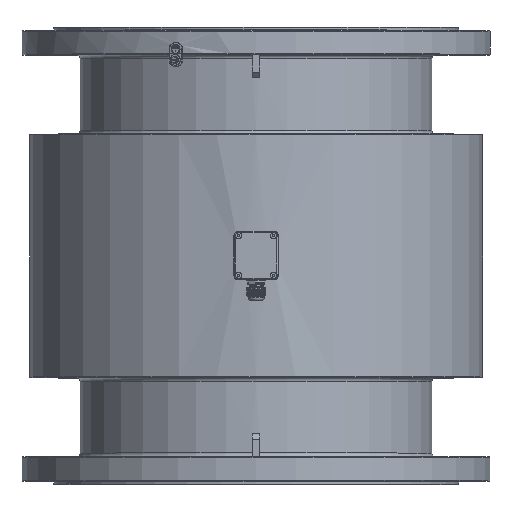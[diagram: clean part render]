
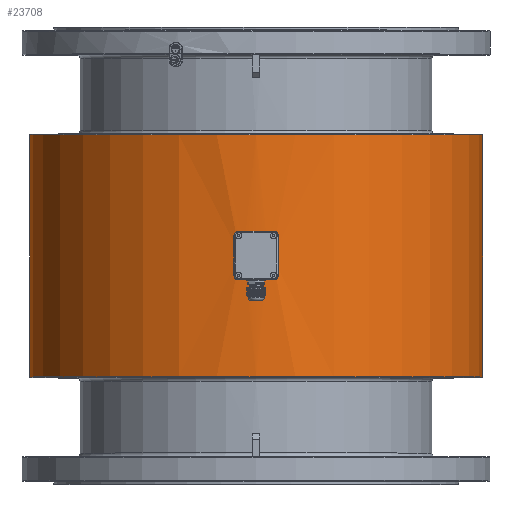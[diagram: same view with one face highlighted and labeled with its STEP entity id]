
A CAD part, top view. The second image highlights one B-rep face of the part: STEP entity #23708.
In plain terms, the highlighted cylindrical face has radius 297.5 mm (diameter 595 mm), a full revolution.
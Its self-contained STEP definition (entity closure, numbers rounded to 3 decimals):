
#755=FACE_BOUND('',#3235,.T.);
#1640=FACE_OUTER_BOUND('',#3234,.T.);
#3234=EDGE_LOOP('',(#16195,#16196,#16197,#16198));
#3235=EDGE_LOOP('',(#16199,#16200));
#4750=CIRCLE('',#25427,297.5);
#4753=CIRCLE('',#25431,297.5);
#6060=B_SPLINE_CURVE_WITH_KNOTS('',3,(#46359,#46360,#46361,#46362,#46363,
#46364,#46365,#46366,#46367,#46368,#46369,#46370,#46371,#46372,#46373,#46374,
#46375,#46376,#46377,#46378,#46379,#46380,#46381,#46382,#46383,#46384,#46385,
#46386,#46387,#46388,#46389,#46390,#46391,#46392,#46393),.UNSPECIFIED.,
 .F.,.F.,(4,2,2,2,2,2,2,2,3,2,2,2,2,2,2,2,4),(-3.165,-2.77,
-2.374,-1.978,-1.583,-1.187,
-0.791,-0.396,0.,0.396,0.791,
1.187,1.583,1.978,2.374,2.77,
3.165),.UNSPECIFIED.);
#6061=B_SPLINE_CURVE_WITH_KNOTS('',3,(#46394,#46395,#46396,#46397,#46398,
#46399,#46400,#46401,#46402,#46403,#46404,#46405,#46406,#46407,#46408,#46409,
#46410,#46411,#46412,#46413,#46414,#46415,#46416,#46417,#46418,#46419,#46420,
#46421,#46422,#46423,#46424,#46425,#46426,#46427),.UNSPECIFIED.,.F.,.F.,
(4,2,2,2,2,2,2,2,2,2,2,2,2,2,2,2,4),(3.165,3.561,
3.957,4.352,4.748,5.144,5.539,
5.935,6.331,6.726,7.122,7.518,
7.913,8.309,8.705,9.1,9.496),
 .UNSPECIFIED.);
#6629=LINE('',#46356,#8084);
#8084=VECTOR('',#28922,297.5);
#9779=VERTEX_POINT('',#46348);
#9781=VERTEX_POINT('',#46354);
#9782=VERTEX_POINT('',#46357);
#9783=VERTEX_POINT('',#46358);
#12063=EDGE_CURVE('',#9779,#9779,#4750,.T.);
#12066=EDGE_CURVE('',#9781,#9781,#4753,.T.);
#12067=EDGE_CURVE('',#9781,#9779,#6629,.T.);
#12068=EDGE_CURVE('',#9782,#9783,#6060,.T.);
#12069=EDGE_CURVE('',#9783,#9782,#6061,.T.);
#16195=ORIENTED_EDGE('',*,*,#12066,.F.);
#16196=ORIENTED_EDGE('',*,*,#12067,.T.);
#16197=ORIENTED_EDGE('',*,*,#12063,.F.);
#16198=ORIENTED_EDGE('',*,*,#12067,.F.);
#16199=ORIENTED_EDGE('',*,*,#12068,.T.);
#16200=ORIENTED_EDGE('',*,*,#12069,.T.);
#21906=CYLINDRICAL_SURFACE('',#25430,297.5);
#23708=ADVANCED_FACE('',(#1640,#755),#21906,.T.);
#25427=AXIS2_PLACEMENT_3D('',#46349,#28912,#28913);
#25430=AXIS2_PLACEMENT_3D('',#46353,#28918,#28919);
#25431=AXIS2_PLACEMENT_3D('',#46355,#28920,#28921);
#28912=DIRECTION('center_axis',(-1.,0.,0.));
#28913=DIRECTION('ref_axis',(0.,-1.,0.));
#28918=DIRECTION('center_axis',(1.,0.,0.));
#28919=DIRECTION('ref_axis',(0.,1.,0.));
#28920=DIRECTION('center_axis',(1.,0.,0.));
#28921=DIRECTION('ref_axis',(0.,-1.,0.));
#28922=DIRECTION('',(-1.,0.,0.));
#46348=CARTESIAN_POINT('',(-159.,-669.,0.));
#46349=CARTESIAN_POINT('Origin',(-159.,-371.5,0.));
#46353=CARTESIAN_POINT('Origin',(0.,-371.5,0.));
#46354=CARTESIAN_POINT('',(159.,-669.,0.));
#46355=CARTESIAN_POINT('Origin',(159.,-371.5,0.));
#46356=CARTESIAN_POINT('',(0.,-669.,0.));
#46357=CARTESIAN_POINT('',(-21.,-74.,0.));
#46358=CARTESIAN_POINT('',(21.,-74.,0.));
#46359=CARTESIAN_POINT('Ctrl Pts',(-21.,-74.,
0.));
#46360=CARTESIAN_POINT('Ctrl Pts',(-21.,-74.,
-1.319));
#46361=CARTESIAN_POINT('Ctrl Pts',(-20.874,-74.009,
-2.683));
#46362=CARTESIAN_POINT('Ctrl Pts',(-20.342,-74.046,
-5.395));
#46363=CARTESIAN_POINT('Ctrl Pts',(-19.937,-74.074,-6.744));
#46364=CARTESIAN_POINT('Ctrl Pts',(-18.865,-74.144,
-9.331));
#46365=CARTESIAN_POINT('Ctrl Pts',(-18.198,-74.186,
-10.571));
#46366=CARTESIAN_POINT('Ctrl Pts',(-16.656,-74.276,
-12.864));
#46367=CARTESIAN_POINT('Ctrl Pts',(-15.781,-74.324,
-13.917));
#46368=CARTESIAN_POINT('Ctrl Pts',(-13.917,-74.417,-15.781));
#46369=CARTESIAN_POINT('Ctrl Pts',(-12.864,-74.466,
-16.656));
#46370=CARTESIAN_POINT('Ctrl Pts',(-10.571,-74.556,
-18.198));
#46371=CARTESIAN_POINT('Ctrl Pts',(-9.331,-74.598,
-18.865));
#46372=CARTESIAN_POINT('Ctrl Pts',(-6.744,-74.668,
-19.937));
#46373=CARTESIAN_POINT('Ctrl Pts',(-5.395,-74.696,-20.342));
#46374=CARTESIAN_POINT('Ctrl Pts',(-2.683,-74.733,
-20.874));
#46375=CARTESIAN_POINT('Ctrl Pts',(-1.319,-74.742,
-21.));
#46376=CARTESIAN_POINT('Ctrl Pts',(0.,-74.742,
-21.));
#46377=CARTESIAN_POINT('Ctrl Pts',(1.319,-74.742,-21.));
#46378=CARTESIAN_POINT('Ctrl Pts',(2.683,-74.733,-20.874));
#46379=CARTESIAN_POINT('Ctrl Pts',(5.395,-74.696,-20.342));
#46380=CARTESIAN_POINT('Ctrl Pts',(6.744,-74.668,-19.937));
#46381=CARTESIAN_POINT('Ctrl Pts',(9.331,-74.598,-18.865));
#46382=CARTESIAN_POINT('Ctrl Pts',(10.571,-74.556,-18.198));
#46383=CARTESIAN_POINT('Ctrl Pts',(12.864,-74.466,-16.656));
#46384=CARTESIAN_POINT('Ctrl Pts',(13.917,-74.417,-15.781));
#46385=CARTESIAN_POINT('Ctrl Pts',(15.781,-74.324,-13.917));
#46386=CARTESIAN_POINT('Ctrl Pts',(16.656,-74.276,-12.864));
#46387=CARTESIAN_POINT('Ctrl Pts',(18.198,-74.186,-10.571));
#46388=CARTESIAN_POINT('Ctrl Pts',(18.865,-74.144,-9.331));
#46389=CARTESIAN_POINT('Ctrl Pts',(19.937,-74.074,-6.744));
#46390=CARTESIAN_POINT('Ctrl Pts',(20.342,-74.046,-5.395));
#46391=CARTESIAN_POINT('Ctrl Pts',(20.874,-74.009,-2.683));
#46392=CARTESIAN_POINT('Ctrl Pts',(21.,-74.,-1.319));
#46393=CARTESIAN_POINT('Ctrl Pts',(21.,-74.,0.));
#46394=CARTESIAN_POINT('Ctrl Pts',(21.,-74.,0.));
#46395=CARTESIAN_POINT('Ctrl Pts',(21.,-74.,1.319));
#46396=CARTESIAN_POINT('Ctrl Pts',(20.874,-74.009,2.683));
#46397=CARTESIAN_POINT('Ctrl Pts',(20.342,-74.046,5.395));
#46398=CARTESIAN_POINT('Ctrl Pts',(19.937,-74.074,6.744));
#46399=CARTESIAN_POINT('Ctrl Pts',(18.865,-74.144,9.331));
#46400=CARTESIAN_POINT('Ctrl Pts',(18.198,-74.186,10.571));
#46401=CARTESIAN_POINT('Ctrl Pts',(16.656,-74.276,12.864));
#46402=CARTESIAN_POINT('Ctrl Pts',(15.781,-74.324,13.917));
#46403=CARTESIAN_POINT('Ctrl Pts',(13.917,-74.417,15.781));
#46404=CARTESIAN_POINT('Ctrl Pts',(12.864,-74.466,16.656));
#46405=CARTESIAN_POINT('Ctrl Pts',(10.571,-74.556,18.198));
#46406=CARTESIAN_POINT('Ctrl Pts',(9.331,-74.598,18.865));
#46407=CARTESIAN_POINT('Ctrl Pts',(6.744,-74.668,19.937));
#46408=CARTESIAN_POINT('Ctrl Pts',(5.395,-74.696,20.342));
#46409=CARTESIAN_POINT('Ctrl Pts',(2.683,-74.733,20.874));
#46410=CARTESIAN_POINT('Ctrl Pts',(1.319,-74.742,21.));
#46411=CARTESIAN_POINT('Ctrl Pts',(-1.319,-74.742,
21.));
#46412=CARTESIAN_POINT('Ctrl Pts',(-2.683,-74.733,
20.874));
#46413=CARTESIAN_POINT('Ctrl Pts',(-5.395,-74.696,
20.342));
#46414=CARTESIAN_POINT('Ctrl Pts',(-6.744,-74.668,
19.937));
#46415=CARTESIAN_POINT('Ctrl Pts',(-9.331,-74.598,
18.865));
#46416=CARTESIAN_POINT('Ctrl Pts',(-10.571,-74.556,
18.198));
#46417=CARTESIAN_POINT('Ctrl Pts',(-12.864,-74.466,
16.656));
#46418=CARTESIAN_POINT('Ctrl Pts',(-13.917,-74.417,15.781));
#46419=CARTESIAN_POINT('Ctrl Pts',(-15.781,-74.324,
13.917));
#46420=CARTESIAN_POINT('Ctrl Pts',(-16.656,-74.276,
12.864));
#46421=CARTESIAN_POINT('Ctrl Pts',(-18.198,-74.186,
10.571));
#46422=CARTESIAN_POINT('Ctrl Pts',(-18.865,-74.144,
9.331));
#46423=CARTESIAN_POINT('Ctrl Pts',(-19.937,-74.074,6.744));
#46424=CARTESIAN_POINT('Ctrl Pts',(-20.342,-74.046,
5.395));
#46425=CARTESIAN_POINT('Ctrl Pts',(-20.874,-74.009,
2.683));
#46426=CARTESIAN_POINT('Ctrl Pts',(-21.,-74.,
1.319));
#46427=CARTESIAN_POINT('Ctrl Pts',(-21.,-74.,
0.));
